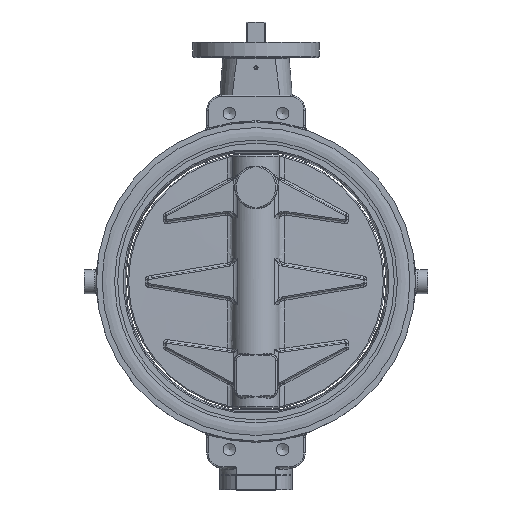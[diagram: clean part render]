
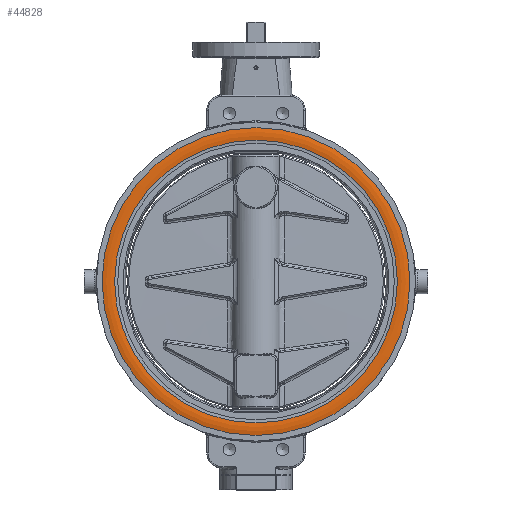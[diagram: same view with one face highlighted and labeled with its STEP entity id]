
A CAD part, top view. The second image highlights one B-rep face of the part: STEP entity #44828.
In plain terms, the highlighted toroidal (fillet/blend) face has major radius 244.092 mm and minor radius 45 mm.
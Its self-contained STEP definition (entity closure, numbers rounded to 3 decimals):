
#44096=CARTESIAN_POINT('',(255.613,0.,57.));
#44097=VERTEX_POINT('',#44096);
#44098=CARTESIAN_POINT('',(0.,0.,57.));
#44099=DIRECTION('',(0.0,0.0,-1.0));
#44100=DIRECTION('',(-1.0,0.0,0.0));
#44101=AXIS2_PLACEMENT_3D('',#44098,#44099,#44100);
#44102=CIRCLE('',#44101,255.613);
#44103=EDGE_CURVE('',#44097,#44097,#44102,.T.);
#44674=CARTESIAN_POINT('',(0.,-234.826,57.536));
#44675=VERTEX_POINT('',#44674);
#44676=CARTESIAN_POINT('',(0.,0.,57.536));
#44677=DIRECTION('',(0.0,0.0,-1.0));
#44678=DIRECTION('',(0.0,-1.0,0.0));
#44679=AXIS2_PLACEMENT_3D('',#44676,#44677,#44678);
#44680=CIRCLE('',#44679,234.826);
#44681=EDGE_CURVE('',#44675,#44675,#44680,.T.);
#44817=CARTESIAN_POINT('',(0.,0.,13.5));
#44818=DIRECTION('',(0.,0.,-1.0));
#44819=DIRECTION('',(-1.0,0.0,0.0));
#44820=AXIS2_PLACEMENT_3D('',#44817,#44818,#44819);
#44821=TOROIDAL_SURFACE('',#44820,244.092,45.0);
#44822=ORIENTED_EDGE('',*,*,#44681,.T.);
#44823=EDGE_LOOP('',(#44822));
#44824=FACE_OUTER_BOUND('',#44823,.T.);
#44825=ORIENTED_EDGE('',*,*,#44103,.F.);
#44826=EDGE_LOOP('',(#44825));
#44827=FACE_BOUND('',#44826,.T.);
#44828=ADVANCED_FACE('',(#44824,#44827),#44821,.T.);
